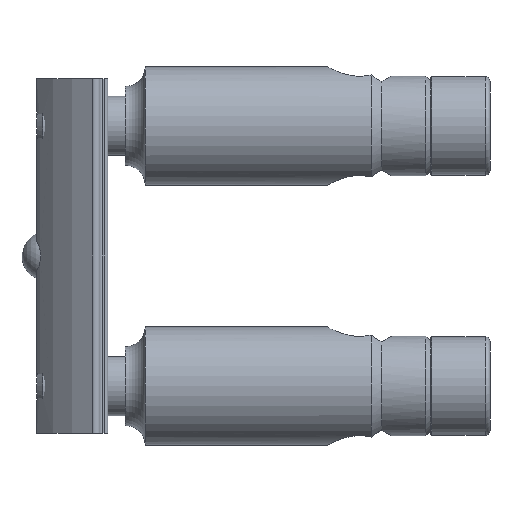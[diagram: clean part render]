
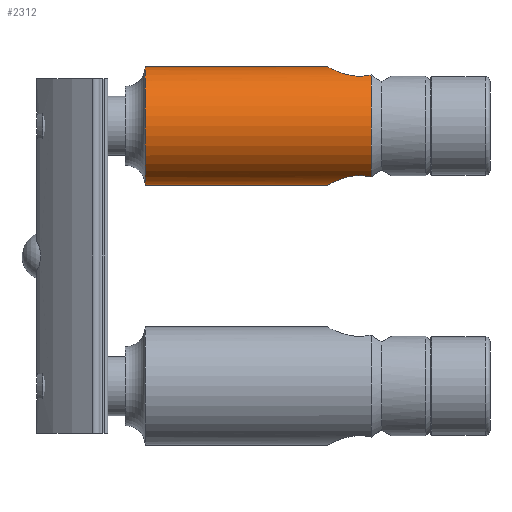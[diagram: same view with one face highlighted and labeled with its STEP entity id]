
A CAD part, front view. The second image highlights one B-rep face of the part: STEP entity #2312.
In plain terms, the highlighted cylindrical face has radius 6 mm (diameter 12 mm), a full revolution.
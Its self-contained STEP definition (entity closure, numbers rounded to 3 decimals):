
#92=B_SPLINE_CURVE_WITH_KNOTS('',3,(#3690,#3691,#3692,#3693,#3694,#3695,
#3696,#3697,#3698,#3699,#3700,#3701,#3702,#3703,#3704,#3705,#3706,#3707,
#3708,#3709,#3710,#3711,#3712),.UNSPECIFIED.,.F.,.F.,(4,2,2,2,2,2,2,2,2,
3,4),(-1.121,-1.004,-0.878,-0.752,
-0.627,-0.502,-0.377,-0.251,
-0.126,0.,0.117),.UNSPECIFIED.);
#98=B_SPLINE_CURVE_WITH_KNOTS('',3,(#3767,#3768,#3769,#3770,#3771,#3772,
#3773,#3774,#3775,#3776,#3777,#3778,#3779),.UNSPECIFIED.,.F.,.F.,(4,3,2,
2,2,4),(-0.117,0.,0.126,0.251,0.377,
0.502),.UNSPECIFIED.);
#99=B_SPLINE_CURVE_WITH_KNOTS('',3,(#3781,#3782,#3783,#3784,#3785,#3786,
#3787,#3788,#3789,#3790,#3791,#3792),.UNSPECIFIED.,.F.,.F.,(4,2,2,2,2,4),
(0.502,0.627,0.752,0.878,1.004,
1.121),.UNSPECIFIED.);
#171=CYLINDRICAL_SURFACE('',#2606,6.);
#259=LINE('',#3848,#424);
#424=VECTOR('',#2955,6.);
#573=FACE_OUTER_BOUND('',#707,.T.);
#707=EDGE_LOOP('',(#1638,#1639,#1640,#1641,#1642,#1643,#1644,#1645));
#845=CIRCLE('',#2607,6.);
#846=CIRCLE('',#2608,6.);
#847=CIRCLE('',#2609,6.);
#977=VERTEX_POINT('',#3680);
#978=VERTEX_POINT('',#3689);
#985=VERTEX_POINT('',#3756);
#986=VERTEX_POINT('',#3766);
#987=VERTEX_POINT('',#3780);
#989=VERTEX_POINT('',#3847);
#1225=EDGE_CURVE('',#977,#978,#92,.T.);
#1237=EDGE_CURVE('',#985,#986,#98,.T.);
#1238=EDGE_CURVE('',#986,#987,#99,.T.);
#1241=EDGE_CURVE('',#978,#985,#845,.T.);
#1242=EDGE_CURVE('',#987,#977,#846,.T.);
#1243=EDGE_CURVE('',#986,#989,#259,.T.);
#1244=EDGE_CURVE('',#989,#989,#847,.T.);
#1638=ORIENTED_EDGE('',*,*,#1237,.F.);
#1639=ORIENTED_EDGE('',*,*,#1241,.F.);
#1640=ORIENTED_EDGE('',*,*,#1225,.F.);
#1641=ORIENTED_EDGE('',*,*,#1242,.F.);
#1642=ORIENTED_EDGE('',*,*,#1238,.F.);
#1643=ORIENTED_EDGE('',*,*,#1243,.T.);
#1644=ORIENTED_EDGE('',*,*,#1244,.T.);
#1645=ORIENTED_EDGE('',*,*,#1243,.F.);
#2312=ADVANCED_FACE('',(#573),#171,.T.);
#2606=AXIS2_PLACEMENT_3D('',#3844,#2949,#2950);
#2607=AXIS2_PLACEMENT_3D('',#3845,#2951,#2952);
#2608=AXIS2_PLACEMENT_3D('',#3846,#2953,#2954);
#2609=AXIS2_PLACEMENT_3D('',#3849,#2956,#2957);
#2949=DIRECTION('center_axis',(1.,0.,0.));
#2950=DIRECTION('ref_axis',(0.,0.,-1.));
#2951=DIRECTION('center_axis',(1.,0.,0.));
#2952=DIRECTION('ref_axis',(0.,0.,-1.));
#2953=DIRECTION('center_axis',(1.,0.,0.));
#2954=DIRECTION('ref_axis',(0.,0.,-1.));
#2955=DIRECTION('',(-1.,0.,0.));
#2956=DIRECTION('center_axis',(1.,0.,0.));
#2957=DIRECTION('ref_axis',(0.,0.,-1.));
#3680=CARTESIAN_POINT('',(24.927,-3.03,-5.179));
#3689=CARTESIAN_POINT('',(24.927,3.03,-5.179));
#3690=CARTESIAN_POINT('Ctrl Pts',(24.927,-3.03,-5.179));
#3691=CARTESIAN_POINT('Ctrl Pts',(24.55,-3.176,-5.093));
#3692=CARTESIAN_POINT('Ctrl Pts',(24.141,-3.25,-5.044));
#3693=CARTESIAN_POINT('Ctrl Pts',(23.331,-3.25,-5.044));
#3694=CARTESIAN_POINT('Ctrl Pts',(22.892,-3.164,-5.101));
#3695=CARTESIAN_POINT('Ctrl Pts',(22.096,-2.831,-5.294));
#3696=CARTESIAN_POINT('Ctrl Pts',(21.736,-2.582,-5.425));
#3697=CARTESIAN_POINT('Ctrl Pts',(21.169,-2.015,-5.66));
#3698=CARTESIAN_POINT('Ctrl Pts',(20.92,-1.655,-5.782));
#3699=CARTESIAN_POINT('Ctrl Pts',(20.585,-0.857,-5.953));
#3700=CARTESIAN_POINT('Ctrl Pts',(20.5,-0.417,-6.));
#3701=CARTESIAN_POINT('Ctrl Pts',(20.5,0.417,-6.));
#3702=CARTESIAN_POINT('Ctrl Pts',(20.585,0.857,-5.953));
#3703=CARTESIAN_POINT('Ctrl Pts',(20.92,1.655,-5.782));
#3704=CARTESIAN_POINT('Ctrl Pts',(21.169,2.015,-5.66));
#3705=CARTESIAN_POINT('Ctrl Pts',(21.736,2.582,-5.425));
#3706=CARTESIAN_POINT('Ctrl Pts',(22.096,2.831,-5.294));
#3707=CARTESIAN_POINT('Ctrl Pts',(22.892,3.164,-5.101));
#3708=CARTESIAN_POINT('Ctrl Pts',(23.331,3.25,-5.044));
#3709=CARTESIAN_POINT('Ctrl Pts',(23.75,3.25,-5.044));
#3710=CARTESIAN_POINT('Ctrl Pts',(24.141,3.25,-5.044));
#3711=CARTESIAN_POINT('Ctrl Pts',(24.55,3.176,-5.093));
#3712=CARTESIAN_POINT('Ctrl Pts',(24.927,3.03,-5.179));
#3756=CARTESIAN_POINT('',(24.927,3.03,5.179));
#3766=CARTESIAN_POINT('',(20.5,0.,6.));
#3767=CARTESIAN_POINT('Ctrl Pts',(24.926,3.03,5.179));
#3768=CARTESIAN_POINT('Ctrl Pts',(24.55,3.176,5.093));
#3769=CARTESIAN_POINT('Ctrl Pts',(24.141,3.25,5.044));
#3770=CARTESIAN_POINT('Ctrl Pts',(23.75,3.25,5.044));
#3771=CARTESIAN_POINT('Ctrl Pts',(23.331,3.25,5.044));
#3772=CARTESIAN_POINT('Ctrl Pts',(22.892,3.164,5.101));
#3773=CARTESIAN_POINT('Ctrl Pts',(22.096,2.831,5.294));
#3774=CARTESIAN_POINT('Ctrl Pts',(21.736,2.582,5.425));
#3775=CARTESIAN_POINT('Ctrl Pts',(21.169,2.015,5.66));
#3776=CARTESIAN_POINT('Ctrl Pts',(20.92,1.655,5.782));
#3777=CARTESIAN_POINT('Ctrl Pts',(20.585,0.857,5.953));
#3778=CARTESIAN_POINT('Ctrl Pts',(20.5,0.417,6.));
#3779=CARTESIAN_POINT('Ctrl Pts',(20.5,0.,6.));
#3780=CARTESIAN_POINT('',(24.927,-3.03,5.179));
#3781=CARTESIAN_POINT('Ctrl Pts',(20.5,0.,6.));
#3782=CARTESIAN_POINT('Ctrl Pts',(20.5,-0.417,6.));
#3783=CARTESIAN_POINT('Ctrl Pts',(20.585,-0.857,5.953));
#3784=CARTESIAN_POINT('Ctrl Pts',(20.92,-1.655,5.782));
#3785=CARTESIAN_POINT('Ctrl Pts',(21.169,-2.015,5.66));
#3786=CARTESIAN_POINT('Ctrl Pts',(21.736,-2.582,5.425));
#3787=CARTESIAN_POINT('Ctrl Pts',(22.096,-2.831,5.294));
#3788=CARTESIAN_POINT('Ctrl Pts',(22.892,-3.164,5.101));
#3789=CARTESIAN_POINT('Ctrl Pts',(23.331,-3.25,5.044));
#3790=CARTESIAN_POINT('Ctrl Pts',(24.141,-3.25,5.044));
#3791=CARTESIAN_POINT('Ctrl Pts',(24.55,-3.176,5.093));
#3792=CARTESIAN_POINT('Ctrl Pts',(24.927,-3.03,5.179));
#3844=CARTESIAN_POINT('Origin',(31.,0.,0.));
#3845=CARTESIAN_POINT('Origin',(24.927,0.,0.));
#3846=CARTESIAN_POINT('Origin',(24.927,0.,0.));
#3847=CARTESIAN_POINT('',(2.,0.,6.));
#3848=CARTESIAN_POINT('',(31.,0.,6.));
#3849=CARTESIAN_POINT('Origin',(2.,0.,0.));
